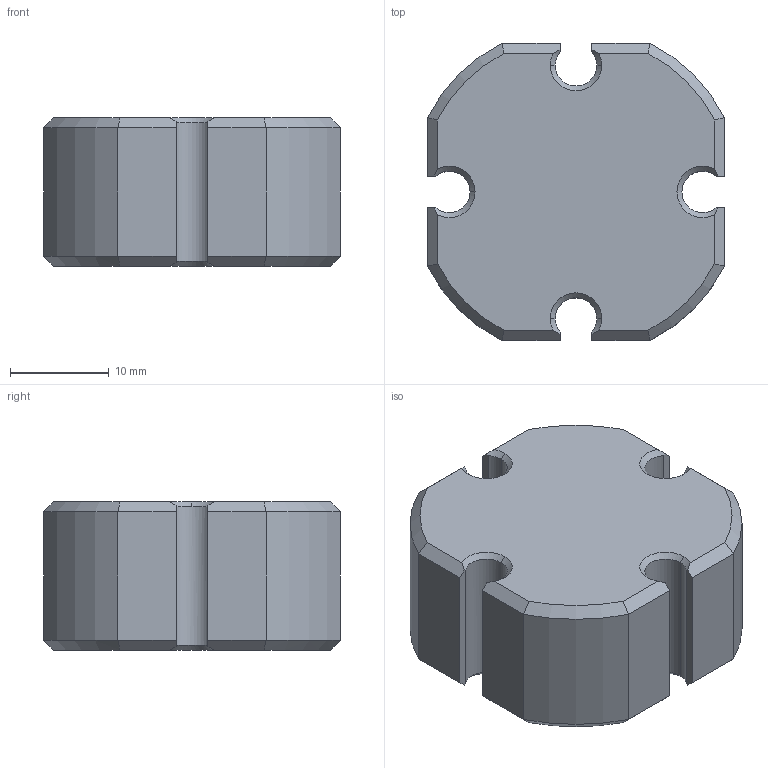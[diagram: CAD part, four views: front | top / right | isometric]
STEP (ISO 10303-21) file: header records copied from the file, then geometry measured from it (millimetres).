
FILE_DESCRIPTION (( 'STEP AP214' ), '1' );
FILE_NAME ('Huelle30Endsueck.STEP', '2017-07-13T09:22:38', ( '' ), ( '' ), 'SwSTEP 2.0', 'SolidWorks 2016', '' );
FILE_SCHEMA (( 'AUTOMOTIVE_DESIGN' ));
Length unit declared in the file: millimetre
Products named in the file (1): Huelle30Endsueck
Bounding box: 30 x 30 x 15 mm (x, y, z)
Volume: 11187.7 mm3; surface area: 3395.8 mm2
Topology: 1 solids, 1 shells, 73 faces, 188 edges, 117 vertices
Faces by surface type: plane 34, cone 26, cylinder 13
Entity records: 2277 total; most frequent: CARTESIAN_POINT 523, ORIENTED_EDGE 376, DIRECTION 341, EDGE_CURVE 188, AXIS2_PLACEMENT_3D 127, VERTEX_POINT 117, LINE 87, VECTOR 87
